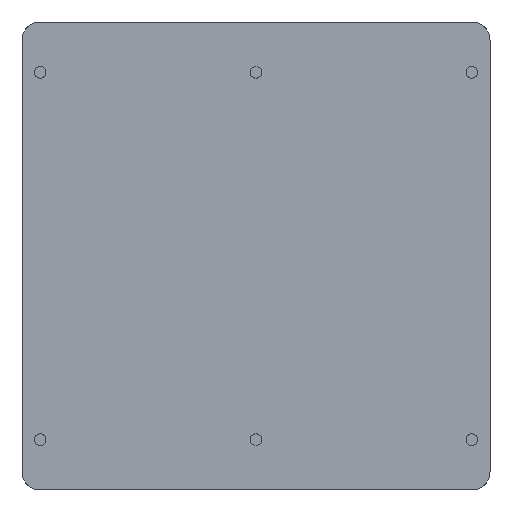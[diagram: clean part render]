
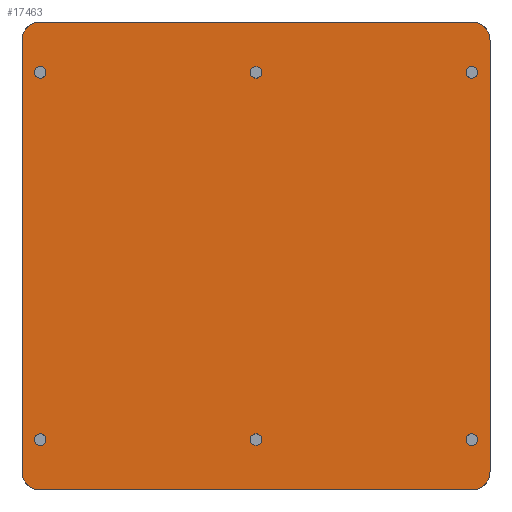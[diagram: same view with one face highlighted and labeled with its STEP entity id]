
A CAD part, front view. The second image highlights one B-rep face of the part: STEP entity #17463.
In plain terms, the highlighted planar face has unit normal (0, -1, 0).
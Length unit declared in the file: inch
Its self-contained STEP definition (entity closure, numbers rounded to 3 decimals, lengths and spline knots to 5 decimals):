
#149=FACE_BOUND('',#3612,.T.);
#150=FACE_BOUND('',#3613,.T.);
#151=FACE_BOUND('',#3614,.T.);
#152=FACE_BOUND('',#3615,.T.);
#153=FACE_BOUND('',#3616,.T.);
#154=FACE_BOUND('',#3617,.T.);
#1599=PLANE('',#18433);
#2559=FACE_OUTER_BOUND('',#3611,.T.);
#3611=EDGE_LOOP('',(#16325,#16326,#16327,#16328,#16329,#16330,#16331,#16332));
#3612=EDGE_LOOP('',(#16333));
#3613=EDGE_LOOP('',(#16334));
#3614=EDGE_LOOP('',(#16335));
#3615=EDGE_LOOP('',(#16336));
#3616=EDGE_LOOP('',(#16337));
#3617=EDGE_LOOP('',(#16338));
#5163=LINE('',#33071,#6715);
#5167=LINE('',#33083,#6719);
#5171=LINE('',#33095,#6723);
#5175=LINE('',#33107,#6727);
#6715=VECTOR('',#21875,0.3937);
#6719=VECTOR('',#21887,0.3937);
#6723=VECTOR('',#21899,0.3937);
#6727=VECTOR('',#21911,0.3937);
#7029=CIRCLE('',#18400,0.0795);
#7031=CIRCLE('',#18403,0.0795);
#7033=CIRCLE('',#18406,0.0795);
#7035=CIRCLE('',#18409,0.0795);
#7037=CIRCLE('',#18412,0.0795);
#7039=CIRCLE('',#18415,0.0795);
#7042=CIRCLE('',#18420,0.25);
#7044=CIRCLE('',#18424,0.25);
#7046=CIRCLE('',#18428,0.25);
#7048=CIRCLE('',#18432,0.25);
#8693=VERTEX_POINT('',#33029);
#8695=VERTEX_POINT('',#33035);
#8697=VERTEX_POINT('',#33041);
#8699=VERTEX_POINT('',#33047);
#8701=VERTEX_POINT('',#33053);
#8703=VERTEX_POINT('',#33059);
#8707=VERTEX_POINT('',#33068);
#8708=VERTEX_POINT('',#33070);
#8710=VERTEX_POINT('',#33076);
#8712=VERTEX_POINT('',#33082);
#8714=VERTEX_POINT('',#33088);
#8716=VERTEX_POINT('',#33094);
#8718=VERTEX_POINT('',#33100);
#8720=VERTEX_POINT('',#33106);
#11223=EDGE_CURVE('',#8693,#8693,#7029,.T.);
#11226=EDGE_CURVE('',#8695,#8695,#7031,.T.);
#11229=EDGE_CURVE('',#8697,#8697,#7033,.T.);
#11232=EDGE_CURVE('',#8699,#8699,#7035,.T.);
#11235=EDGE_CURVE('',#8701,#8701,#7037,.T.);
#11238=EDGE_CURVE('',#8703,#8703,#7039,.T.);
#11243=EDGE_CURVE('',#8708,#8707,#5163,.T.);
#11246=EDGE_CURVE('',#8710,#8708,#7042,.T.);
#11249=EDGE_CURVE('',#8712,#8710,#5167,.T.);
#11252=EDGE_CURVE('',#8714,#8712,#7044,.T.);
#11255=EDGE_CURVE('',#8716,#8714,#5171,.T.);
#11258=EDGE_CURVE('',#8718,#8716,#7046,.T.);
#11261=EDGE_CURVE('',#8720,#8718,#5175,.T.);
#11264=EDGE_CURVE('',#8707,#8720,#7048,.T.);
#16325=ORIENTED_EDGE('',*,*,#11264,.T.);
#16326=ORIENTED_EDGE('',*,*,#11261,.T.);
#16327=ORIENTED_EDGE('',*,*,#11258,.T.);
#16328=ORIENTED_EDGE('',*,*,#11255,.T.);
#16329=ORIENTED_EDGE('',*,*,#11252,.T.);
#16330=ORIENTED_EDGE('',*,*,#11249,.T.);
#16331=ORIENTED_EDGE('',*,*,#11246,.T.);
#16332=ORIENTED_EDGE('',*,*,#11243,.T.);
#16333=ORIENTED_EDGE('',*,*,#11238,.T.);
#16334=ORIENTED_EDGE('',*,*,#11235,.T.);
#16335=ORIENTED_EDGE('',*,*,#11232,.T.);
#16336=ORIENTED_EDGE('',*,*,#11229,.T.);
#16337=ORIENTED_EDGE('',*,*,#11226,.T.);
#16338=ORIENTED_EDGE('',*,*,#11223,.T.);
#17463=ADVANCED_FACE('',(#2559,#149,#150,#151,#152,#153,#154),#1599,.T.);
#18400=AXIS2_PLACEMENT_3D('',#33030,#21831,#21832);
#18403=AXIS2_PLACEMENT_3D('',#33036,#21838,#21839);
#18406=AXIS2_PLACEMENT_3D('',#33042,#21845,#21846);
#18409=AXIS2_PLACEMENT_3D('',#33048,#21852,#21853);
#18412=AXIS2_PLACEMENT_3D('',#33054,#21859,#21860);
#18415=AXIS2_PLACEMENT_3D('',#33060,#21866,#21867);
#18420=AXIS2_PLACEMENT_3D('',#33077,#21881,#21882);
#18424=AXIS2_PLACEMENT_3D('',#33089,#21893,#21894);
#18428=AXIS2_PLACEMENT_3D('',#33101,#21905,#21906);
#18432=AXIS2_PLACEMENT_3D('',#33111,#21917,#21918);
#18433=AXIS2_PLACEMENT_3D('',#33112,#21919,#21920);
#21831=DIRECTION('center_axis',(0.,1.,0.));
#21832=DIRECTION('ref_axis',(1.,0.,0.));
#21838=DIRECTION('center_axis',(0.,1.,0.));
#21839=DIRECTION('ref_axis',(1.,0.,0.));
#21845=DIRECTION('center_axis',(0.,1.,0.));
#21846=DIRECTION('ref_axis',(1.,0.,0.));
#21852=DIRECTION('center_axis',(0.,1.,0.));
#21853=DIRECTION('ref_axis',(1.,0.,0.));
#21859=DIRECTION('center_axis',(0.,1.,0.));
#21860=DIRECTION('ref_axis',(1.,0.,0.));
#21866=DIRECTION('center_axis',(0.,1.,0.));
#21867=DIRECTION('ref_axis',(1.,0.,0.));
#21875=DIRECTION('',(-1.,0.,0.));
#21881=DIRECTION('center_axis',(0.,-1.,0.));
#21882=DIRECTION('ref_axis',(1.,0.,0.));
#21887=DIRECTION('',(0.,0.,1.));
#21893=DIRECTION('center_axis',(0.,-1.,0.));
#21894=DIRECTION('ref_axis',(0.,0.,-1.));
#21899=DIRECTION('',(1.,0.,0.));
#21905=DIRECTION('center_axis',(0.,-1.,0.));
#21906=DIRECTION('ref_axis',(-1.,0.,0.));
#21911=DIRECTION('',(0.,0.,-1.));
#21917=DIRECTION('center_axis',(0.,-1.,0.));
#21918=DIRECTION('ref_axis',(0.,0.,1.));
#21919=DIRECTION('center_axis',(0.,-1.,0.));
#21920=DIRECTION('ref_axis',(1.,0.,0.));
#33029=CARTESIAN_POINT('',(-3.83186,-1.29,-2.52265));
#33030=CARTESIAN_POINT('Origin',(-3.75236,-1.29,-2.52265));
#33035=CARTESIAN_POINT('',(-0.8669,-1.29,-2.52265));
#33036=CARTESIAN_POINT('Origin',(-0.7874,-1.29,-2.52265));
#33041=CARTESIAN_POINT('',(2.09806,-1.29,-2.52265));
#33042=CARTESIAN_POINT('Origin',(2.17756,-1.29,-2.52265));
#33047=CARTESIAN_POINT('',(2.09806,-1.29,2.52265));
#33048=CARTESIAN_POINT('Origin',(2.17756,-1.29,2.52265));
#33053=CARTESIAN_POINT('',(-0.8669,-1.29,2.52265));
#33054=CARTESIAN_POINT('Origin',(-0.7874,-1.29,2.52265));
#33059=CARTESIAN_POINT('',(-3.83186,-1.29,2.52265));
#33060=CARTESIAN_POINT('Origin',(-3.75236,-1.29,2.52265));
#33068=CARTESIAN_POINT('',(-3.75236,-1.29,3.21496));
#33070=CARTESIAN_POINT('',(2.17756,-1.29,3.21496));
#33071=CARTESIAN_POINT('',(-3.75236,-1.29,3.21496));
#33076=CARTESIAN_POINT('',(2.42756,-1.29,2.96496));
#33077=CARTESIAN_POINT('Origin',(2.17756,-1.29,2.96496));
#33082=CARTESIAN_POINT('',(2.42756,-1.29,-2.96496));
#33083=CARTESIAN_POINT('',(2.42756,-1.29,2.96496));
#33088=CARTESIAN_POINT('',(2.17756,-1.29,-3.21496));
#33089=CARTESIAN_POINT('Origin',(2.17756,-1.29,-2.96496));
#33094=CARTESIAN_POINT('',(-3.75236,-1.29,-3.21496));
#33095=CARTESIAN_POINT('',(2.17756,-1.29,-3.21496));
#33100=CARTESIAN_POINT('',(-4.00236,-1.29,-2.96496));
#33101=CARTESIAN_POINT('Origin',(-3.75236,-1.29,-2.96496));
#33106=CARTESIAN_POINT('',(-4.00236,-1.29,2.96496));
#33107=CARTESIAN_POINT('',(-4.00236,-1.29,-2.96496));
#33111=CARTESIAN_POINT('Origin',(-3.75236,-1.29,2.96496));
#33112=CARTESIAN_POINT('Origin',(-0.7874,-1.29,0.));
